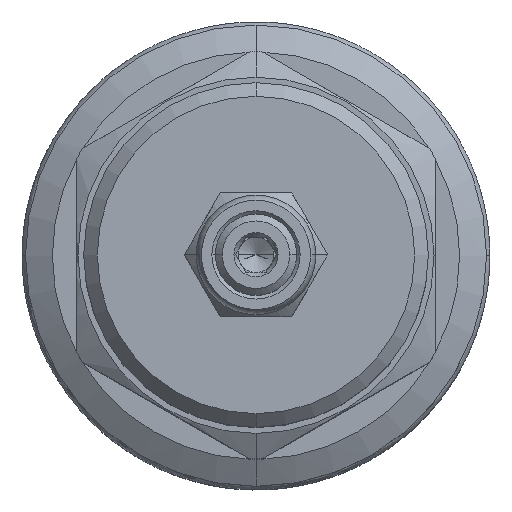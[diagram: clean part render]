
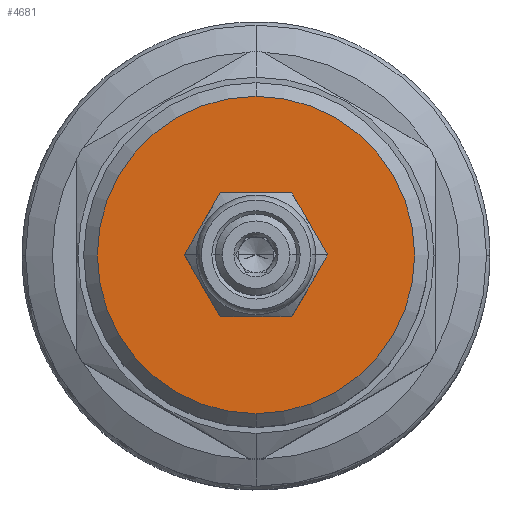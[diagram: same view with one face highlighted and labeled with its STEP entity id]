
A CAD part, top view. The second image highlights one B-rep face of the part: STEP entity #4681.
In plain terms, the highlighted planar face has unit normal (0, 0, 1).
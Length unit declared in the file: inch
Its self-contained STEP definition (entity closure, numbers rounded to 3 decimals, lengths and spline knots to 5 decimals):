
#1258=CARTESIAN_POINT('',(0.,0.,6.468));
#1259=DIRECTION('',(0.,0.,1.));
#1260=DIRECTION('',(0.,-1.,0.));
#1261=AXIS2_PLACEMENT_3D('',#1258,#1259,#1260);
#1276=CARTESIAN_POINT('',(0.,0.,6.468));
#1277=DIRECTION('',(0.,0.,1.));
#1278=DIRECTION('',(-1.,0.,0.));
#1279=AXIS2_PLACEMENT_3D('',#1276,#1277,#1278);
#1281=CARTESIAN_POINT('',(0.,0.,6.468));
#1282=DIRECTION('',(0.,0.,1.));
#1283=DIRECTION('',(1.,0.,0.));
#1284=AXIS2_PLACEMENT_3D('',#1281,#1282,#1283);
#1286=CARTESIAN_POINT('',(0.,0.,6.468));
#1287=DIRECTION('',(0.,0.,1.));
#1288=DIRECTION('',(0.,1.,0.));
#1289=AXIS2_PLACEMENT_3D('',#1286,#1287,#1288);
#2569=CARTESIAN_POINT('',(0.,0.719,6.468));
#2570=CARTESIAN_POINT('',(0.,-0.719,6.468));
#2571=VERTEX_POINT('',#2569);
#2572=VERTEX_POINT('',#2570);
#2785=CARTESIAN_POINT('',(-0.271,0.,6.468));
#2786=CARTESIAN_POINT('',(0.271,0.,6.468));
#2787=VERTEX_POINT('',#2785);
#2788=VERTEX_POINT('',#2786);
#4665=CARTESIAN_POINT('',(0.,0.,6.468));
#4666=DIRECTION('',(0.,0.,1.));
#4667=DIRECTION('',(0.,1.,0.));
#4668=AXIS2_PLACEMENT_3D('',#4665,#4666,#4667);
#4669=PLANE('',#4668);
#4670=ORIENTED_EDGE('',*,*,#4655,.F.);
#4672=ORIENTED_EDGE('',*,*,#4671,.F.);
#4673=EDGE_LOOP('',(#4670,#4672));
#4674=FACE_OUTER_BOUND('',#4673,.F.);
#4676=ORIENTED_EDGE('',*,*,#4675,.T.);
#4678=ORIENTED_EDGE('',*,*,#4677,.T.);
#4679=EDGE_LOOP('',(#4676,#4678));
#4680=FACE_BOUND('',#4679,.F.);
#4681=ADVANCED_FACE('',(#4674,#4680),#4669,.T.);
#1262=CIRCLE('',#1261,0.719);
#1280=CIRCLE('',#1279,0.271);
#1285=CIRCLE('',#1284,0.271);
#1290=CIRCLE('',#1289,0.719);
#4655=EDGE_CURVE('',#2572,#2571,#1262,.T.);
#4671=EDGE_CURVE('',#2571,#2572,#1290,.T.);
#4675=EDGE_CURVE('',#2787,#2788,#1280,.T.);
#4677=EDGE_CURVE('',#2788,#2787,#1285,.T.);
